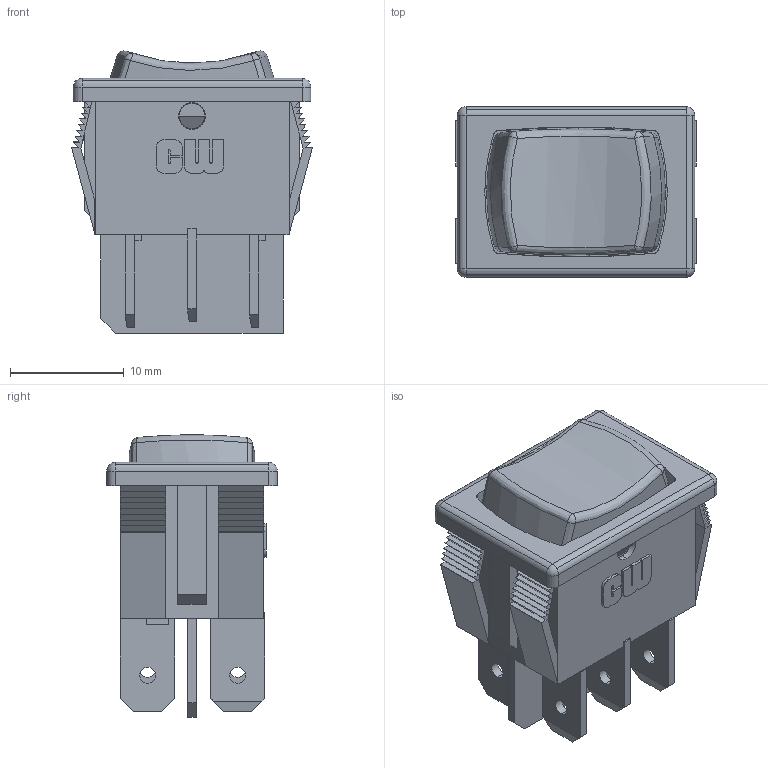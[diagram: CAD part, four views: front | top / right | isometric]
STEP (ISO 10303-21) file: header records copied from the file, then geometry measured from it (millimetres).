
FILE_DESCRIPTION((''),'2;1');
FILE_NAME('4000 full assembly_4-05-13.stp','2013-04-05T09:32:30',(''),(''),'AutoCAD STEP 2000i','AutoCAD 2000i',', , ');
FILE_SCHEMA(('AUTOMOTIVE_DESIGN { 1 2 10303 214 0 1 1 1 }'));
Length unit declared in the file: inch
Products named in the file (8): 4000 FULL ASSEMBLY; DESIGN2000; ~PART1; PART7; PART6; BUTTON2; HOU4000; BUT4000
Assembly tree (9 placements, depth 3):
  4000 FULL ASSEMBLY
    DESIGN2000
      ~PART1
    PART7  x3
    PART6  x3
    BUTTON2
  HOU4000
  BUT4000
Bounding box: 21.09 x 14.99 x 24.77 mm (x, y, z)
Volume: 3283.5 mm3; surface area: 4663.6 mm2
Topology: 12 solids, 12 shells, 433 faces, 1156 edges, 751 vertices
Faces by surface type: plane 322, cylinder 79, bspline 20, sphere 8, cone 4
Entity records: 12215 total; most frequent: CARTESIAN_POINT 3620, ORIENTED_EDGE 1800, DIRECTION 1668, EDGE_CURVE 900, VECTOR 690, LINE 690, VERTEX_POINT 583, AXIS2_PLACEMENT_3D 489
